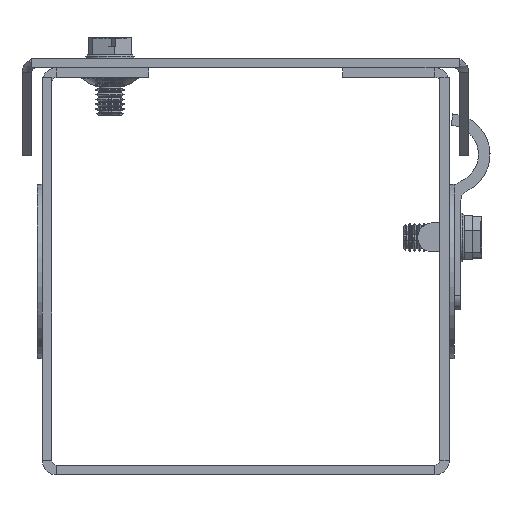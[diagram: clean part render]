
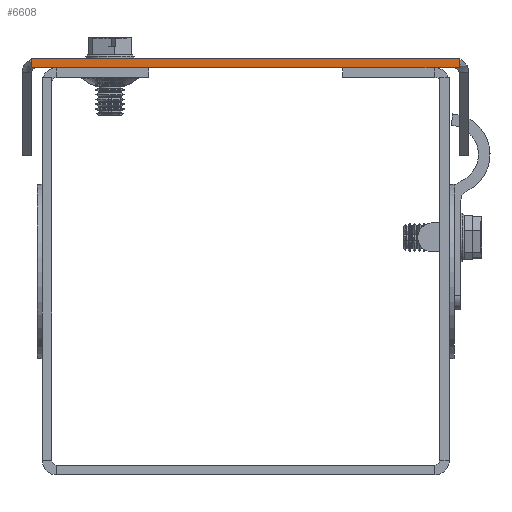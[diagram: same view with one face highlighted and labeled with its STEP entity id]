
A CAD part, left-side view. The second image highlights one B-rep face of the part: STEP entity #6608.
In plain terms, the highlighted face is planar.
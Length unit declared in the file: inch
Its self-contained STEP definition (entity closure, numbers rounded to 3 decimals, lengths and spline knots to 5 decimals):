
#574=LINE('',#10760,#1075);
#583=LINE('',#10778,#1084);
#602=LINE('',#10817,#1103);
#604=LINE('',#10822,#1105);
#1075=VECTOR('',#8657,2.755);
#1084=VECTOR('',#8674,2.755);
#1103=VECTOR('',#8717,0.0625);
#1105=VECTOR('',#8725,0.0625);
#1408=PLANE('',#7195);
#1979=FACE_OUTER_BOUND('',#2543,.T.);
#2543=EDGE_LOOP('',(#5546,#5547,#5548,#5549));
#3375=VERTEX_POINT('',#10757);
#3376=VERTEX_POINT('',#10759);
#3380=VERTEX_POINT('',#10775);
#3381=VERTEX_POINT('',#10777);
#4108=EDGE_CURVE('',#3376,#3375,#574,.T.);
#4117=EDGE_CURVE('',#3381,#3380,#583,.T.);
#4137=EDGE_CURVE('',#3381,#3375,#602,.T.);
#4139=EDGE_CURVE('',#3380,#3376,#604,.T.);
#5546=ORIENTED_EDGE('',*,*,#4108,.T.);
#5547=ORIENTED_EDGE('',*,*,#4137,.F.);
#5548=ORIENTED_EDGE('',*,*,#4117,.T.);
#5549=ORIENTED_EDGE('',*,*,#4139,.T.);
#6608=ADVANCED_FACE('',(#1979),#1408,.T.);
#7195=AXIS2_PLACEMENT_3D('',#10823,#8726,#8727);
#8657=DIRECTION('',(0.,-1.,0.));
#8674=DIRECTION('',(0.,1.,0.));
#8717=DIRECTION('',(0.,0.,1.));
#8725=DIRECTION('',(0.,0.,1.));
#8726=DIRECTION('center_axis',(1.,0.,0.));
#8727=DIRECTION('ref_axis',(0.,0.,-1.));
#10757=CARTESIAN_POINT('',(36.,0.,0.0625));
#10759=CARTESIAN_POINT('',(36.,2.755,0.0625));
#10760=CARTESIAN_POINT('',(36.,0.,0.0625));
#10775=CARTESIAN_POINT('',(36.,2.755,0.));
#10777=CARTESIAN_POINT('',(36.,0.,0.));
#10778=CARTESIAN_POINT('',(36.,0.,0.));
#10817=CARTESIAN_POINT('',(36.,0.,0.));
#10822=CARTESIAN_POINT('',(36.,2.755,0.));
#10823=CARTESIAN_POINT('Origin',(36.,2.755,0.));
